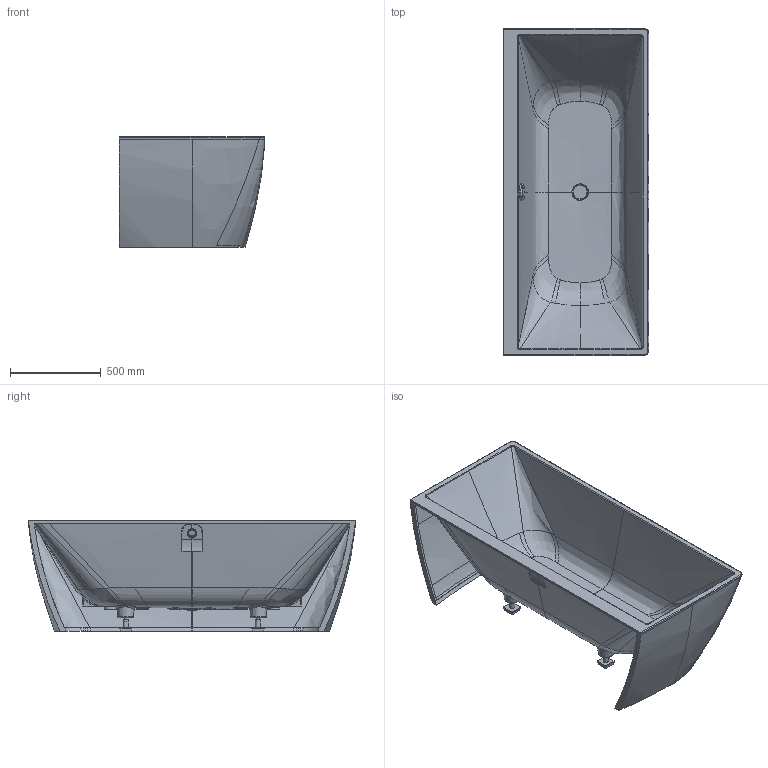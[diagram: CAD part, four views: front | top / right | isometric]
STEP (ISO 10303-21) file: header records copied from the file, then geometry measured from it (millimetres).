
FILE_DESCRIPTION((''),'2;1');
FILE_NAME('700429.stp','2017-06-26T16:11:58',('Administrator'),(''),'Autodesk Inventor 2011','Autodesk Inventor 2011','');
FILE_SCHEMA(('CONFIG_CONTROL_DESIGN'));
Length unit declared in the file: millimetre
Products named in the file (7): 700429; Kelch_Stopfen DuraSquare BW Bgr; Überlaufventil DuraSquare; DuraSolid_Stellfuss_H90mm; Gewindestange 3445; Stellfuss Hafner
Assembly tree (9 placements, depth 3):
  700429
    700429
    Kelch_Stopfen DuraSquare BW Bgr
    Überlaufventil DuraSquare
    DuraSolid_Stellfuss_H90mm  x4
      Gewindestange 3445
      Stellfuss Hafner
Bounding box: 799.87 x 1799.99 x 610.04 mm (x, y, z)
Volume: 78829108.7 mm3; surface area: 9528386.2 mm2
Topology: 16 solids, 16 shells, 778 faces, 3400 edges, 2700 vertices
Faces by surface type: bspline 460, plane 165, cylinder 113, cone 26, torus 12, sphere 2
Full cylindrical faces by diameter (mm): 5 x12, 10.5 x4, 12 x16, 27.5 x4, 36.84 x1, 38.514 x1, 43.521 x1, 46.011 x1, 49.116 x1, 50 x4, 51.749 x1, 60 x4, 65 x8, 81.711 x1, 87 x1, 89 x1
Entity records: 78534 total; most frequent: CARTESIAN_POINT 57280, ORIENTED_EDGE 6142, EDGE_CURVE 3071, VERTEX_POINT 2530, B_SPLINE_CURVE_WITH_KNOTS 2260, DIRECTION 1831, AXIS2_PLACEMENT_3D 800, EDGE_LOOP 791
